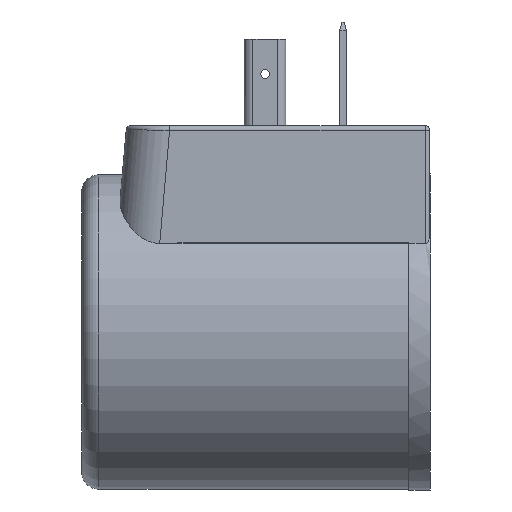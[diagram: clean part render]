
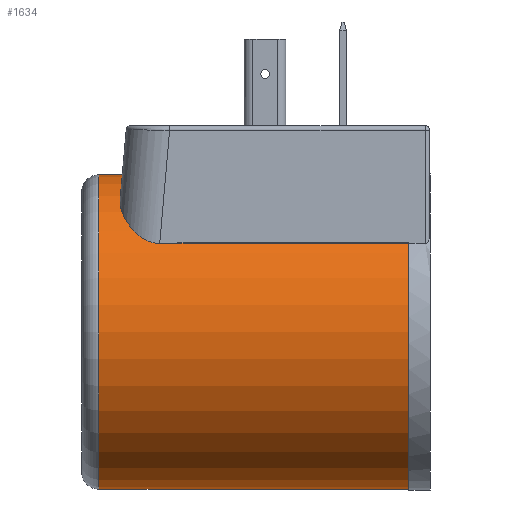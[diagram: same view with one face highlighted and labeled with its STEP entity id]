
A CAD part, left-side view. The second image highlights one B-rep face of the part: STEP entity #1634.
In plain terms, the highlighted cylindrical face has radius 18.15 mm (diameter 36.3 mm), a partial arc.
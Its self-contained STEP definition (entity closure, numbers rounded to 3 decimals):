
#30 = CYLINDRICAL_SURFACE ( 'NONE', #1217, 18.15 ) ;
#48 = ORIENTED_EDGE ( 'NONE', *, *, #1468, .T. ) ;
#71 = CARTESIAN_POINT ( 'NONE',  ( 0., 50.3, 0. ) ) ;
#80 = VERTEX_POINT ( 'NONE', #3308 ) ;
#119 = VECTOR ( 'NONE', #863, 1000. ) ;
#166 = VERTEX_POINT ( 'NONE', #3611 ) ;
#179 = CARTESIAN_POINT ( 'NONE',  ( -0.155, 17.91, 18.15 ) ) ;
#240 = VERTEX_POINT ( 'NONE', #1979 ) ;
#256 = CARTESIAN_POINT ( 'NONE',  ( 0., 20.29, 18.15 ) ) ;
#414 = LINE ( 'NONE', #2249, #1001 ) ;
#462 = CARTESIAN_POINT ( 'NONE',  ( -0.311, 17.941, 18.148 ) ) ;
#654 = CIRCLE ( 'NONE', #2889, 18.15 ) ;
#691 = EDGE_CURVE ( 'NONE', #80, #240, #414, .T. ) ;
#707 = CIRCLE ( 'NONE', #1530, 18.15 ) ;
#729 = CARTESIAN_POINT ( 'NONE',  ( 0., 17.91, 18.15 ) ) ;
#741 = CARTESIAN_POINT ( 'NONE',  ( -0.73, 18.147, 18.136 ) ) ;
#756 = CARTESIAN_POINT ( 'NONE',  ( -1.19, 19.1, 18.111 ) ) ;
#855 = DIRECTION ( 'NONE',  ( 0., -1., 0. ) ) ;
#857 = ORIENTED_EDGE ( 'NONE', *, *, #2501, .F. ) ;
#863 = DIRECTION ( 'NONE',  ( 0., -1., 0. ) ) ;
#912 = VECTOR ( 'NONE', #855, 1000. ) ;
#973 = DIRECTION ( 'NONE',  ( 0., 0., -1. ) ) ;
#974 = LINE ( 'NONE', #1154, #119 ) ;
#1001 = VECTOR ( 'NONE', #3788, 1000. ) ;
#1046 = CARTESIAN_POINT ( 'NONE',  ( -1.04, 18.501, 18.12 ) ) ;
#1063 = FACE_OUTER_BOUND ( 'NONE', #2771, .T. ) ;
#1111 = CARTESIAN_POINT ( 'NONE',  ( -1.159, 19.412, 18.113 ) ) ;
#1154 = CARTESIAN_POINT ( 'NONE',  ( 0., 50.3, 18.15 ) ) ;
#1217 = AXIS2_PLACEMENT_3D ( 'NONE', #71, #3336, #973 ) ;
#1249 = CARTESIAN_POINT ( 'NONE',  ( 0., 2.5, 0. ) ) ;
#1323 = CARTESIAN_POINT ( 'NONE',  ( -1.19, 18.945, 18.111 ) ) ;
#1388 = CARTESIAN_POINT ( 'NONE',  ( -0.951, 19.831, 18.125 ) ) ;
#1421 = CARTESIAN_POINT ( 'NONE',  ( 0., 50.3, -18.15 ) ) ;
#1422 = ORIENTED_EDGE ( 'NONE', *, *, #2042, .T. ) ;
#1443 = VERTEX_POINT ( 'NONE', #3559 ) ;
#1453 = CARTESIAN_POINT ( 'NONE',  ( 0., 38.3, 0. ) ) ;
#1468 = EDGE_CURVE ( 'NONE', #166, #2509, #654, .T. ) ;
#1530 = AXIS2_PLACEMENT_3D ( 'NONE', #1249, #3342, #1531 ) ;
#1531 = DIRECTION ( 'NONE',  ( 0., 0., 1. ) ) ;
#1585 = ORIENTED_EDGE ( 'NONE', *, *, #3297, .T. ) ;
#1602 = ORIENTED_EDGE ( 'NONE', *, *, #1918, .T. ) ;
#1634 = ADVANCED_FACE ( 'NONE', ( #1063 ), #30, .T. ) ;
#1666 = LINE ( 'NONE', #1421, #912 ) ;
#1670 = CARTESIAN_POINT ( 'NONE',  ( -0.6, 20.14, 18.141 ) ) ;
#1742 = DIRECTION ( 'NONE',  ( 0., 0., 1. ) ) ;
#1918 = EDGE_CURVE ( 'NONE', #80, #3225, #2671, .T. ) ;
#1946 = CARTESIAN_POINT ( 'NONE',  ( -1.19, 19.1, 18.111 ) ) ;
#1960 = CARTESIAN_POINT ( 'NONE',  ( -0.157, 20.29, 18.15 ) ) ;
#1979 = CARTESIAN_POINT ( 'NONE',  ( 0., 2.5, 18.15 ) ) ;
#2042 = EDGE_CURVE ( 'NONE', #2509, #1443, #1666, .T. ) ;
#2232 = B_SPLINE_CURVE_WITH_KNOTS ( 'NONE', 3,
 ( #1946, #2241, #1111, #3189, #1388, #3493, #1670, #3780, #1960, #256 ),
 .UNSPECIFIED., .F., .F.,
 ( 4, 2, 2, 2, 4 ),
 ( 0.004, 0.004, 0.005, 0.005, 0.006 ),
 .UNSPECIFIED. ) ;
#2241 = CARTESIAN_POINT ( 'NONE',  ( -1.19, 19.255, 18.111 ) ) ;
#2249 = CARTESIAN_POINT ( 'NONE',  ( 0., 50.3, 18.15 ) ) ;
#2396 = ORIENTED_EDGE ( 'NONE', *, *, #691, .F. ) ;
#2492 = CARTESIAN_POINT ( 'NONE',  ( -0.599, 18.06, 18.141 ) ) ;
#2501 = EDGE_CURVE ( 'NONE', #166, #2522, #974, .T. ) ;
#2509 = VERTEX_POINT ( 'NONE', #3232 ) ;
#2522 = VERTEX_POINT ( 'NONE', #3549 ) ;
#2524 = ORIENTED_EDGE ( 'NONE', *, *, #3576, .T. ) ;
#2671 = B_SPLINE_CURVE_WITH_KNOTS ( 'NONE', 3,
 ( #729, #179, #462, #2492, #741, #2809, #1046, #3125, #1323, #3422 ),
 .UNSPECIFIED., .F., .F.,
 ( 4, 2, 2, 2, 4 ),
 ( 0.002, 0.002, 0.003, 0.003, 0.004 ),
 .UNSPECIFIED. ) ;
#2771 = EDGE_LOOP ( 'NONE', ( #857, #48, #1422, #2524, #2396, #1602, #1585 ) ) ;
#2809 = CARTESIAN_POINT ( 'NONE',  ( -0.953, 18.37, 18.125 ) ) ;
#2889 = AXIS2_PLACEMENT_3D ( 'NONE', #1453, #3575, #1742 ) ;
#3125 = CARTESIAN_POINT ( 'NONE',  ( -1.159, 18.789, 18.113 ) ) ;
#3189 = CARTESIAN_POINT ( 'NONE',  ( -1.04, 19.699, 18.12 ) ) ;
#3225 = VERTEX_POINT ( 'NONE', #756 ) ;
#3232 = CARTESIAN_POINT ( 'NONE',  ( 0., 38.3, -18.15 ) ) ;
#3297 = EDGE_CURVE ( 'NONE', #3225, #2522, #2232, .T. ) ;
#3308 = CARTESIAN_POINT ( 'NONE',  ( 0., 17.91, 18.15 ) ) ;
#3336 = DIRECTION ( 'NONE',  ( 0., -1., 0. ) ) ;
#3342 = DIRECTION ( 'NONE',  ( 0., 1., 0. ) ) ;
#3422 = CARTESIAN_POINT ( 'NONE',  ( -1.19, 19.1, 18.111 ) ) ;
#3493 = CARTESIAN_POINT ( 'NONE',  ( -0.732, 20.051, 18.136 ) ) ;
#3549 = CARTESIAN_POINT ( 'NONE',  ( 0., 20.29, 18.15 ) ) ;
#3559 = CARTESIAN_POINT ( 'NONE',  ( 0., 2.5, -18.15 ) ) ;
#3575 = DIRECTION ( 'NONE',  ( 0., -1., 0. ) ) ;
#3576 = EDGE_CURVE ( 'NONE', #1443, #240, #707, .T. ) ;
#3611 = CARTESIAN_POINT ( 'NONE',  ( 0., 38.3, 18.15 ) ) ;
#3780 = CARTESIAN_POINT ( 'NONE',  ( -0.312, 20.259, 18.148 ) ) ;
#3788 = DIRECTION ( 'NONE',  ( 0., -1., 0. ) ) ;
